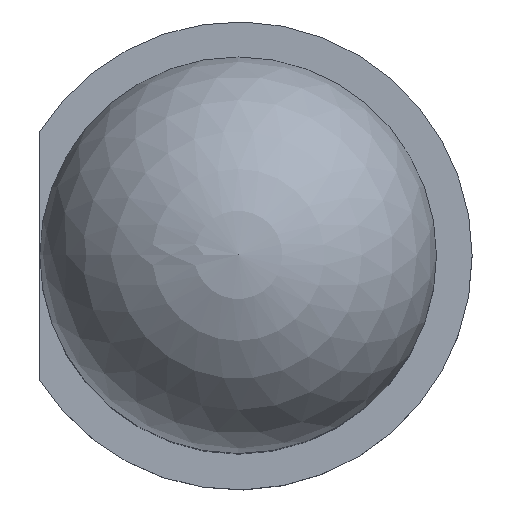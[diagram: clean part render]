
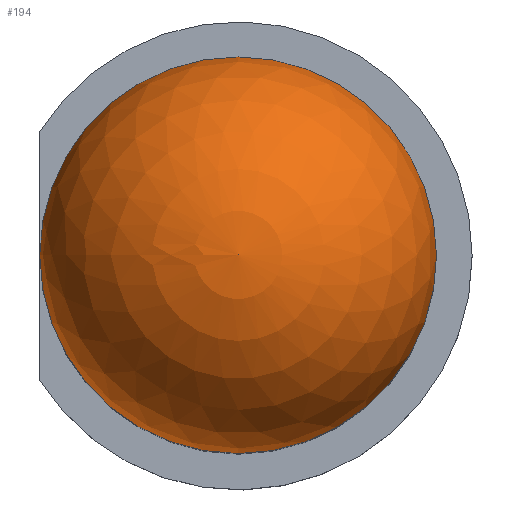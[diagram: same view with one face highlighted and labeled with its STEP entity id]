
A CAD part, top view. The second image highlights one B-rep face of the part: STEP entity #194.
In plain terms, the highlighted spherical face has radius 2.5 mm.
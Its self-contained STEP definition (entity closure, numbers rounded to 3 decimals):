
#19=SPHERICAL_SURFACE('',#236,2.5);
#65=FACE_OUTER_BOUND('',#79,.T.);
#79=EDGE_LOOP('',(#162,#163,#164));
#95=CIRCLE('',#237,2.5);
#96=CIRCLE('',#238,2.5);
#108=VERTEX_POINT('',#357);
#109=VERTEX_POINT('',#359);
#127=EDGE_CURVE('',#108,#108,#95,.T.);
#128=EDGE_CURVE('',#109,#108,#96,.T.);
#162=ORIENTED_EDGE('',*,*,#127,.T.);
#163=ORIENTED_EDGE('',*,*,#128,.F.);
#164=ORIENTED_EDGE('',*,*,#128,.T.);
#194=ADVANCED_FACE('',(#65),#19,.T.);
#236=AXIS2_PLACEMENT_3D('',#356,#293,#294);
#237=AXIS2_PLACEMENT_3D('',#358,#295,#296);
#238=AXIS2_PLACEMENT_3D('',#360,#297,#298);
#293=DIRECTION('center_axis',(0.,0.,1.));
#294=DIRECTION('ref_axis',(1.,0.,0.));
#295=DIRECTION('center_axis',(0.,0.,1.));
#296=DIRECTION('ref_axis',(1.,0.,0.));
#297=DIRECTION('center_axis',(0.,-1.,0.));
#298=DIRECTION('ref_axis',(-1.,0.,0.));
#356=CARTESIAN_POINT('Origin',(0.,0.,7.1));
#357=CARTESIAN_POINT('',(-2.5,0.,7.1));
#358=CARTESIAN_POINT('Origin',(0.,0.,7.1));
#359=CARTESIAN_POINT('',(0.,0.,9.6));
#360=CARTESIAN_POINT('Origin',(0.,0.,7.1));
